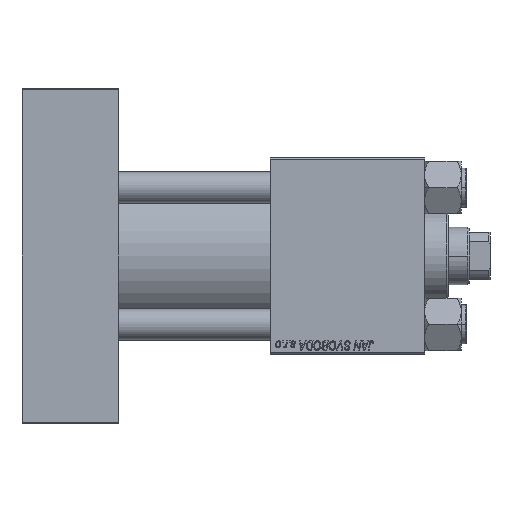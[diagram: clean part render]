
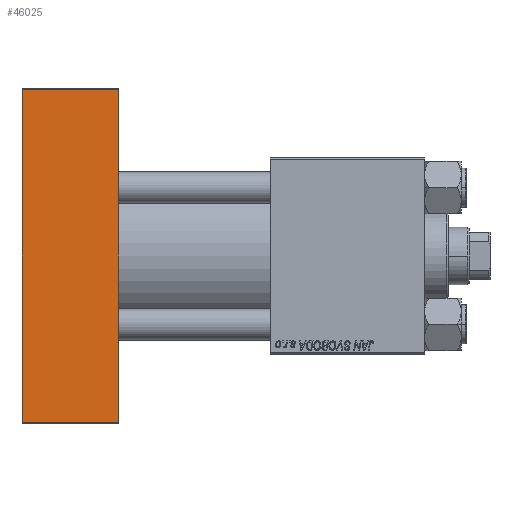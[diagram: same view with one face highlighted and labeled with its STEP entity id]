
A CAD part, front view. The second image highlights one B-rep face of the part: STEP entity #46025.
In plain terms, the highlighted planar face has unit normal (0, -1, 0).
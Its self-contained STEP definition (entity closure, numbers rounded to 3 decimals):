
#546 = CARTESIAN_POINT ( 'NONE',  ( 37., -37.5, 64. ) ) ;
#978 = EDGE_CURVE ( 'NONE', #31575, #13501, #40089, .T. ) ;
#3030 = DIRECTION ( 'NONE',  ( 1., 0., 0. ) ) ;
#5135 = VECTOR ( 'NONE', #21121, 1000. ) ;
#5426 = CARTESIAN_POINT ( 'NONE',  ( 37., -37.5, 63.5 ) ) ;
#6579 = CARTESIAN_POINT ( 'NONE',  ( 37., -37.5, -63.5 ) ) ;
#6636 = CARTESIAN_POINT ( 'NONE',  ( 0., -37.5, 64. ) ) ;
#7879 = EDGE_CURVE ( 'NONE', #31575, #26921, #17124, .T. ) ;
#9727 = DIRECTION ( 'NONE',  ( 0., 1., 0. ) ) ;
#13299 = CARTESIAN_POINT ( 'NONE',  ( 37., -37.5, 64. ) ) ;
#13501 = VERTEX_POINT ( 'NONE', #17426 ) ;
#16849 = PLANE ( 'NONE',  #32200 ) ;
#16987 = CARTESIAN_POINT ( 'NONE',  ( 0., -37.5, 63.5 ) ) ;
#17124 = LINE ( 'NONE', #32590, #43245 ) ;
#17426 = CARTESIAN_POINT ( 'NONE',  ( 37., -37.5, -63.5 ) ) ;
#21121 = DIRECTION ( 'NONE',  ( 0., 0., -1. ) ) ;
#22160 = EDGE_CURVE ( 'NONE', #40163, #13501, #30151, .T. ) ;
#26921 = VERTEX_POINT ( 'NONE', #16987 ) ;
#28164 = DIRECTION ( 'NONE',  ( 0., 0., -1. ) ) ;
#30010 = VECTOR ( 'NONE', #28164, 1000. ) ;
#30151 = LINE ( 'NONE', #6579, #30628 ) ;
#30628 = VECTOR ( 'NONE', #3030, 1000. ) ;
#31348 = EDGE_LOOP ( 'NONE', ( #36207, #33976, #40443, #35475 ) ) ;
#31575 = VERTEX_POINT ( 'NONE', #5426 ) ;
#31715 = EDGE_CURVE ( 'NONE', #26921, #40163, #40408, .T. ) ;
#32200 = AXIS2_PLACEMENT_3D ( 'NONE', #13299, #9727, #40423 ) ;
#32590 = CARTESIAN_POINT ( 'NONE',  ( 37., -37.5, 63.5 ) ) ;
#33317 = DIRECTION ( 'NONE',  ( -1., 0., 0. ) ) ;
#33976 = ORIENTED_EDGE ( 'NONE', *, *, #22160, .T. ) ;
#35475 = ORIENTED_EDGE ( 'NONE', *, *, #7879, .T. ) ;
#36207 = ORIENTED_EDGE ( 'NONE', *, *, #31715, .T. ) ;
#39529 = CARTESIAN_POINT ( 'NONE',  ( 0., -37.5, -63.5 ) ) ;
#40089 = LINE ( 'NONE', #546, #30010 ) ;
#40163 = VERTEX_POINT ( 'NONE', #39529 ) ;
#40408 = LINE ( 'NONE', #6636, #5135 ) ;
#40423 = DIRECTION ( 'NONE',  ( 0., 0., 1. ) ) ;
#40443 = ORIENTED_EDGE ( 'NONE', *, *, #978, .F. ) ;
#43245 = VECTOR ( 'NONE', #33317, 1000. ) ;
#46025 = ADVANCED_FACE ( 'NONE', ( #46509 ), #16849, .F. ) ;
#46509 = FACE_OUTER_BOUND ( 'NONE', #31348, .T. ) ;
